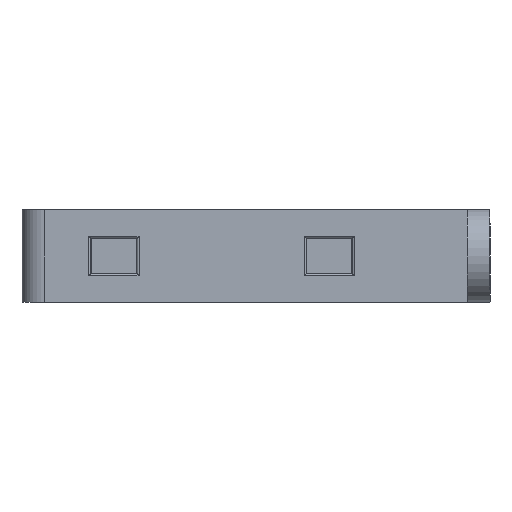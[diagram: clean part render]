
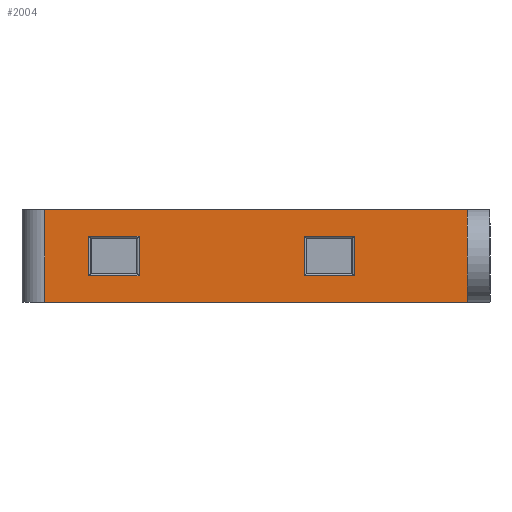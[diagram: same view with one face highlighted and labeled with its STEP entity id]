
A CAD part, left-side view. The second image highlights one B-rep face of the part: STEP entity #2004.
In plain terms, the highlighted planar face has unit normal (-1, 0, 0).
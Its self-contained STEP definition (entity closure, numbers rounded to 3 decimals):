
#330 = VERTEX_POINT('',#331);
#331 = CARTESIAN_POINT('',(-23.36,72.16,0.));
#338 = EDGE_CURVE('',#330,#339,#341,.T.);
#339 = VERTEX_POINT('',#340);
#340 = CARTESIAN_POINT('',(-23.36,-1.94,0.));
#341 = LINE('',#342,#343);
#342 = CARTESIAN_POINT('',(-23.36,72.16,0.));
#343 = VECTOR('',#344,1.);
#344 = DIRECTION('',(0.,-1.,0.));
#628 = VERTEX_POINT('',#629);
#629 = CARTESIAN_POINT('',(-23.36,-1.94,16.3));
#635 = EDGE_CURVE('',#636,#628,#638,.T.);
#636 = VERTEX_POINT('',#637);
#637 = CARTESIAN_POINT('',(-23.36,10.16,16.3));
#638 = LINE('',#639,#640);
#639 = CARTESIAN_POINT('',(-23.36,72.16,16.3));
#640 = VECTOR('',#641,1.);
#641 = DIRECTION('',(0.,-1.,0.));
#643 = EDGE_CURVE('',#644,#636,#646,.T.);
#644 = VERTEX_POINT('',#645);
#645 = CARTESIAN_POINT('',(-23.36,72.16,16.3));
#646 = LINE('',#647,#648);
#647 = CARTESIAN_POINT('',(-23.36,72.16,16.3));
#648 = VECTOR('',#649,1.);
#649 = DIRECTION('',(0.,-1.,0.));
#1985 = EDGE_CURVE('',#330,#644,#1986,.T.);
#1986 = LINE('',#1987,#1988);
#1987 = CARTESIAN_POINT('',(-23.36,72.16,0.));
#1988 = VECTOR('',#1989,1.);
#1989 = DIRECTION('',(0.,0.,1.));
#2004 = ADVANCED_FACE('',(#2005,#2039,#2051),#2085,.T.);
#2005 = FACE_BOUND('',#2006,.F.);
#2006 = EDGE_LOOP('',(#2007,#2017,#2025,#2033));
#2007 = ORIENTED_EDGE('',*,*,#2008,.F.);
#2008 = EDGE_CURVE('',#2009,#2011,#2013,.T.);
#2009 = VERTEX_POINT('',#2010);
#2010 = CARTESIAN_POINT('',(-23.36,64.487,
    11.65));
#2011 = VERTEX_POINT('',#2012);
#2012 = CARTESIAN_POINT('',(-23.36,55.633,
    11.65));
#2013 = LINE('',#2014,#2015);
#2014 = CARTESIAN_POINT('',(-23.36,64.16,11.65));
#2015 = VECTOR('',#2016,1.);
#2016 = DIRECTION('',(0.,-1.,0.));
#2017 = ORIENTED_EDGE('',*,*,#2018,.T.);
#2018 = EDGE_CURVE('',#2009,#2019,#2021,.T.);
#2019 = VERTEX_POINT('',#2020);
#2020 = CARTESIAN_POINT('',(-23.36,64.487,
    4.65));
#2021 = LINE('',#2022,#2023);
#2022 = CARTESIAN_POINT('',(-23.36,64.487,
    11.25));
#2023 = VECTOR('',#2024,1.);
#2024 = DIRECTION('',(0.,-0.,-1.));
#2025 = ORIENTED_EDGE('',*,*,#2026,.T.);
#2026 = EDGE_CURVE('',#2019,#2027,#2029,.T.);
#2027 = VERTEX_POINT('',#2028);
#2028 = CARTESIAN_POINT('',(-23.36,55.633,
    4.65));
#2029 = LINE('',#2030,#2031);
#2030 = CARTESIAN_POINT('',(-23.36,64.16,4.65));
#2031 = VECTOR('',#2032,1.);
#2032 = DIRECTION('',(0.,-1.,0.));
#2033 = ORIENTED_EDGE('',*,*,#2034,.F.);
#2034 = EDGE_CURVE('',#2011,#2027,#2035,.T.);
#2035 = LINE('',#2036,#2037);
#2036 = CARTESIAN_POINT('',(-23.36,55.633,
    11.25));
#2037 = VECTOR('',#2038,1.);
#2038 = DIRECTION('',(0.,-0.,-1.));
#2039 = FACE_BOUND('',#2040,.F.);
#2040 = EDGE_LOOP('',(#2041,#2042,#2043,#2044,#2045));
#2041 = ORIENTED_EDGE('',*,*,#338,.F.);
#2042 = ORIENTED_EDGE('',*,*,#1985,.T.);
#2043 = ORIENTED_EDGE('',*,*,#643,.T.);
#2044 = ORIENTED_EDGE('',*,*,#635,.T.);
#2045 = ORIENTED_EDGE('',*,*,#2046,.F.);
#2046 = EDGE_CURVE('',#339,#628,#2047,.T.);
#2047 = LINE('',#2048,#2049);
#2048 = CARTESIAN_POINT('',(-23.36,-1.94,4.075));
#2049 = VECTOR('',#2050,1.);
#2050 = DIRECTION('',(0.,0.,1.));
#2051 = FACE_BOUND('',#2052,.F.);
#2052 = EDGE_LOOP('',(#2053,#2063,#2071,#2079));
#2053 = ORIENTED_EDGE('',*,*,#2054,.T.);
#2054 = EDGE_CURVE('',#2055,#2057,#2059,.T.);
#2055 = VERTEX_POINT('',#2056);
#2056 = CARTESIAN_POINT('',(-23.36,26.687,
    11.65));
#2057 = VERTEX_POINT('',#2058);
#2058 = CARTESIAN_POINT('',(-23.36,26.687,
    4.65));
#2059 = LINE('',#2060,#2061);
#2060 = CARTESIAN_POINT('',(-23.36,26.687,
    11.25));
#2061 = VECTOR('',#2062,1.);
#2062 = DIRECTION('',(0.,-0.,-1.));
#2063 = ORIENTED_EDGE('',*,*,#2064,.T.);
#2064 = EDGE_CURVE('',#2057,#2065,#2067,.T.);
#2065 = VERTEX_POINT('',#2066);
#2066 = CARTESIAN_POINT('',(-23.36,17.833,
    4.65));
#2067 = LINE('',#2068,#2069);
#2068 = CARTESIAN_POINT('',(-23.36,26.36,4.65));
#2069 = VECTOR('',#2070,1.);
#2070 = DIRECTION('',(0.,-1.,0.));
#2071 = ORIENTED_EDGE('',*,*,#2072,.F.);
#2072 = EDGE_CURVE('',#2073,#2065,#2075,.T.);
#2073 = VERTEX_POINT('',#2074);
#2074 = CARTESIAN_POINT('',(-23.36,17.833,
    11.65));
#2075 = LINE('',#2076,#2077);
#2076 = CARTESIAN_POINT('',(-23.36,17.833,
    11.25));
#2077 = VECTOR('',#2078,1.);
#2078 = DIRECTION('',(0.,-0.,-1.));
#2079 = ORIENTED_EDGE('',*,*,#2080,.F.);
#2080 = EDGE_CURVE('',#2055,#2073,#2081,.T.);
#2081 = LINE('',#2082,#2083);
#2082 = CARTESIAN_POINT('',(-23.36,26.36,11.65));
#2083 = VECTOR('',#2084,1.);
#2084 = DIRECTION('',(0.,-1.,0.));
#2085 = PLANE('',#2086);
#2086 = AXIS2_PLACEMENT_3D('',#2087,#2088,#2089);
#2087 = CARTESIAN_POINT('',(-23.36,72.16,0.));
#2088 = DIRECTION('',(-1.,0.,0.));
#2089 = DIRECTION('',(0.,1.,0.));
